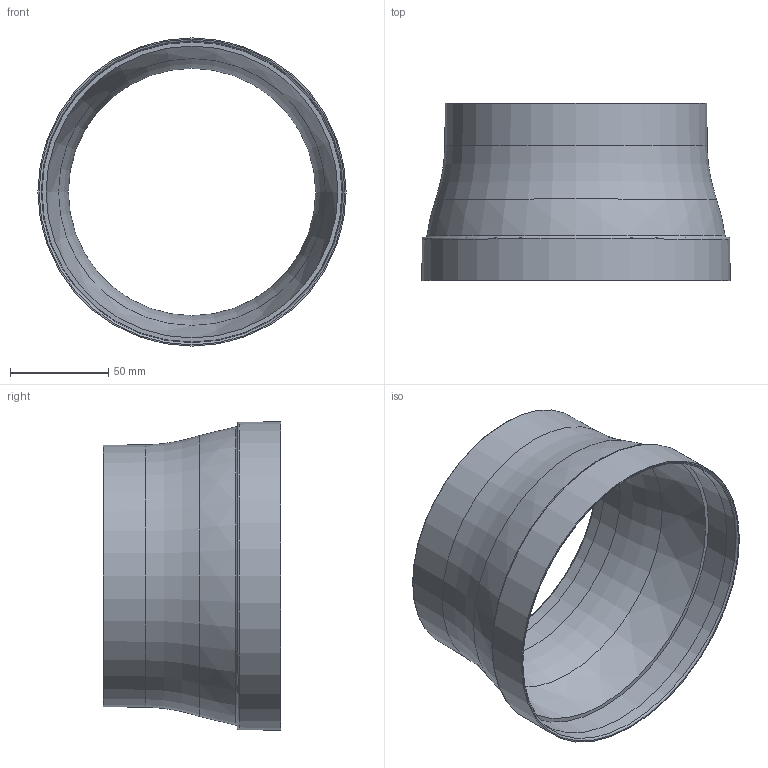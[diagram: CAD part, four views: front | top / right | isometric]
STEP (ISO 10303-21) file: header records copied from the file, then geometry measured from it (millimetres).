
FILE_DESCRIPTION(('STEP AP203'),'1');
FILE_NAME('4011048_V RDZ flow 125-150.STP','2019-11-22T14:14:25',(' '),(' '),'Spatial InterOp 3D',' ',' ');
FILE_SCHEMA(('CONFIG_CONTROL_DESIGN'));
Length unit declared in the file: millimetre
Products named in the file (1): 1
Bounding box: 156.58 x 90 x 156.58 mm (x, y, z)
Volume: 90535.7 mm3; surface area: 84105.3 mm2
Topology: 1 solids, 1 shells, 19 faces, 33 edges, 19 vertices
Faces by surface type: cone 6, torus 6, plane 5, revolution 2
Entity records: 470 total; most frequent: CARTESIAN_POINT 92, DIRECTION 76, ORIENTED_EDGE 42, AXIS2_PLACEMENT_3D 37, EDGE_LOOP 36, FACE_BOUND 29, EDGE_CURVE 21, ADVANCED_FACE 19
